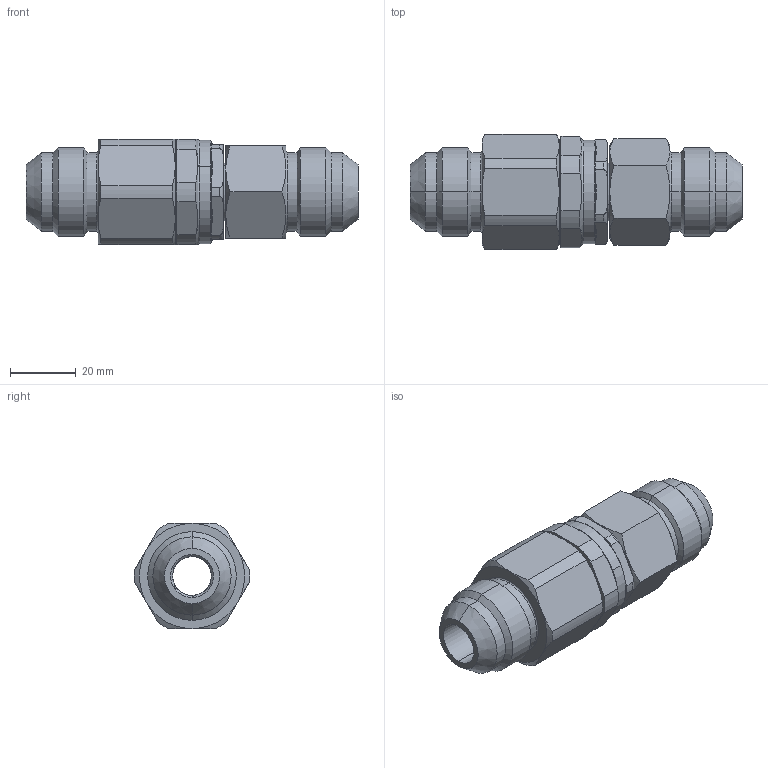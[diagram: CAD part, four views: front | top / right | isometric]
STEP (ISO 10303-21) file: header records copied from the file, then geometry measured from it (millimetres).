
FILE_DESCRIPTION (( 'STEP AP214' ), '1' );
FILE_NAME ('500-33.STEP', '2015-09-04T12:11:41', ( 'admin' ), ( 'Microsoft' ), 'SwSTEP 2.0', 'SolidWorks 2009', '' );
FILE_SCHEMA (( 'AUTOMOTIVE_DESIGN' ));
Length unit declared in the file: millimetre
Products named in the file (1): 500-33
Bounding box: 100.97 x 34.98 x 32 mm (x, y, z)
Volume: 53425.1 mm3; surface area: 16192.7 mm2
Topology: 1 solids, 1 shells, 196 faces, 467 edges, 284 vertices
Faces by surface type: plane 73, cylinder 57, cone 52, torus 14
Entity records: 6032 total; most frequent: CARTESIAN_POINT 1484, DIRECTION 979, ORIENTED_EDGE 934, EDGE_CURVE 467, AXIS2_PLACEMENT_3D 399, VERTEX_POINT 284, EDGE_LOOP 209, CIRCLE 202
